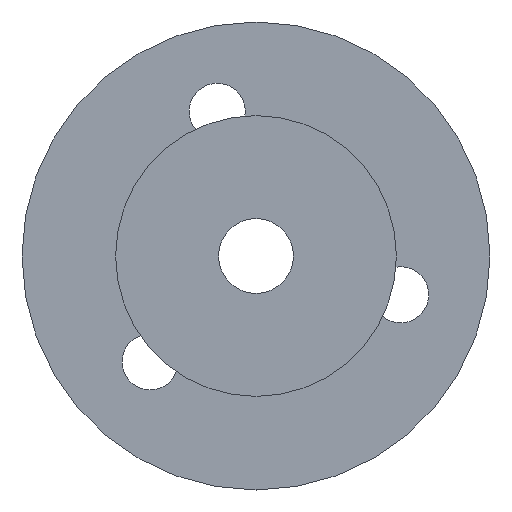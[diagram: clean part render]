
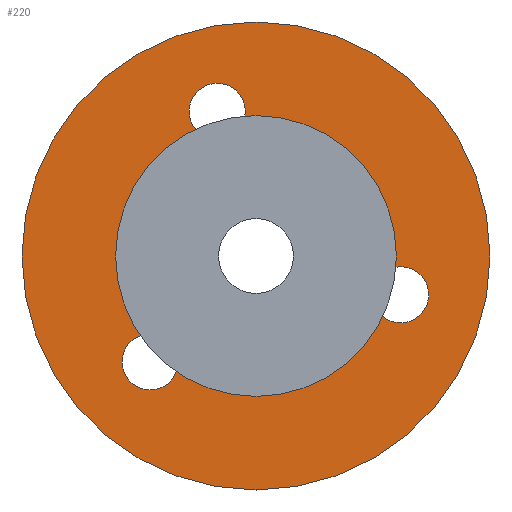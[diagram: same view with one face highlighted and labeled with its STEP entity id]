
A CAD part, left-side view. The second image highlights one B-rep face of the part: STEP entity #220.
In plain terms, the highlighted planar face has unit normal (-1, 0, 0).
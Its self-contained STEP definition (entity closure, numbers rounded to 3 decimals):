
#34=FACE_BOUND('',#76,.T.);
#35=FACE_BOUND('',#77,.T.);
#36=FACE_BOUND('',#78,.T.);
#37=FACE_BOUND('',#79,.T.);
#42=PLANE('',#266);
#55=FACE_OUTER_BOUND('',#75,.T.);
#75=EDGE_LOOP('',(#195));
#76=EDGE_LOOP('',(#196));
#77=EDGE_LOOP('',(#197));
#78=EDGE_LOOP('',(#198));
#79=EDGE_LOOP('',(#199));
#101=CIRCLE('',#248,5.);
#104=CIRCLE('',#253,1.5);
#107=CIRCLE('',#258,1.5);
#109=CIRCLE('',#261,1.5);
#111=CIRCLE('',#264,12.5);
#117=VERTEX_POINT('',#365);
#120=VERTEX_POINT('',#374);
#123=VERTEX_POINT('',#384);
#125=VERTEX_POINT('',#390);
#127=VERTEX_POINT('',#396);
#136=EDGE_CURVE('',#117,#117,#101,.T.);
#140=EDGE_CURVE('',#120,#120,#104,.T.);
#145=EDGE_CURVE('',#123,#123,#107,.T.);
#148=EDGE_CURVE('',#125,#125,#109,.T.);
#151=EDGE_CURVE('',#127,#127,#111,.T.);
#195=ORIENTED_EDGE('',*,*,#151,.F.);
#196=ORIENTED_EDGE('',*,*,#136,.T.);
#197=ORIENTED_EDGE('',*,*,#148,.F.);
#198=ORIENTED_EDGE('',*,*,#145,.F.);
#199=ORIENTED_EDGE('',*,*,#140,.F.);
#220=ADVANCED_FACE('',(#55,#34,#35,#36,#37),#42,.F.);
#248=AXIS2_PLACEMENT_3D('',#367,#298,#299);
#253=AXIS2_PLACEMENT_3D('',#376,#309,#310);
#258=AXIS2_PLACEMENT_3D('',#386,#321,#322);
#261=AXIS2_PLACEMENT_3D('',#392,#328,#329);
#264=AXIS2_PLACEMENT_3D('',#398,#335,#336);
#266=AXIS2_PLACEMENT_3D('',#400,#339,#340);
#298=DIRECTION('center_axis',(1.,0.,0.));
#299=DIRECTION('ref_axis',(0.,1.,0.));
#309=DIRECTION('center_axis',(-1.,0.,0.));
#310=DIRECTION('ref_axis',(0.,1.,0.));
#321=DIRECTION('center_axis',(-1.,0.,0.));
#322=DIRECTION('ref_axis',(0.,1.,0.));
#328=DIRECTION('center_axis',(-1.,0.,0.));
#329=DIRECTION('ref_axis',(0.,1.,0.));
#335=DIRECTION('center_axis',(1.,0.,0.));
#336=DIRECTION('ref_axis',(0.,1.,0.));
#339=DIRECTION('center_axis',(1.,0.,0.));
#340=DIRECTION('ref_axis',(0.,1.,0.));
#365=CARTESIAN_POINT('',(57.172,-5.,31.384));
#367=CARTESIAN_POINT('Origin',(57.172,0.,31.384));
#374=CARTESIAN_POINT('',(57.172,4.157,25.727));
#376=CARTESIAN_POINT('Origin',(57.172,5.657,25.727));
#384=CARTESIAN_POINT('',(57.172,0.571,39.111));
#386=CARTESIAN_POINT('Origin',(57.172,2.071,39.111));
#390=CARTESIAN_POINT('',(57.172,-9.227,29.313));
#392=CARTESIAN_POINT('Origin',(57.172,-7.727,29.313));
#396=CARTESIAN_POINT('',(57.172,-12.5,31.384));
#398=CARTESIAN_POINT('Origin',(57.172,0.,31.384));
#400=CARTESIAN_POINT('Origin',(57.172,0.,31.384));
